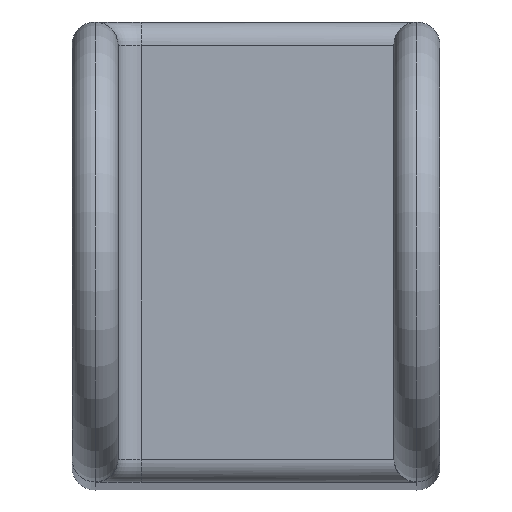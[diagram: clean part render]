
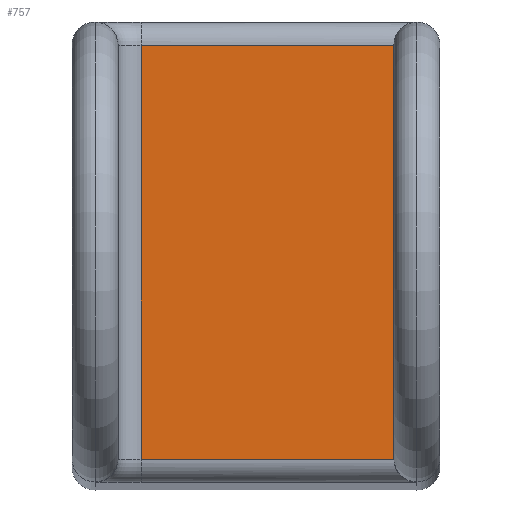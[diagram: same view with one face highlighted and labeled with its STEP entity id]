
A CAD part, top view. The second image highlights one B-rep face of the part: STEP entity #757.
In plain terms, the highlighted planar face has unit normal (0, 0, 1).
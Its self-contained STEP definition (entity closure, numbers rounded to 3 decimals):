
#6 = VECTOR ( 'NONE', #1118, 1000. ) ;
#66 = FACE_OUTER_BOUND ( 'NONE', #928, .T. ) ;
#181 = CARTESIAN_POINT ( 'NONE',  ( 0., 0., 0. ) ) ;
#183 = PLANE ( 'NONE',  #410 ) ;
#190 = DIRECTION ( 'NONE',  ( 1., 0., 0. ) ) ;
#217 = EDGE_CURVE ( 'NONE', #447, #1362, #1424, .T. ) ;
#303 = ORIENTED_EDGE ( 'NONE', *, *, #1262, .T. ) ;
#305 = DIRECTION ( 'NONE',  ( -1., 0., 0. ) ) ;
#311 = VERTEX_POINT ( 'NONE', #923 ) ;
#377 = DIRECTION ( 'NONE',  ( 1., 0., 0. ) ) ;
#410 = AXIS2_PLACEMENT_3D ( 'NONE', #181, #1110, #190 ) ;
#447 = VERTEX_POINT ( 'NONE', #897 ) ;
#471 = CARTESIAN_POINT ( 'NONE',  ( -25., 45., 0. ) ) ;
#540 = CARTESIAN_POINT ( 'NONE',  ( 30., -45., 0. ) ) ;
#643 = LINE ( 'NONE', #1580, #1187 ) ;
#648 = CARTESIAN_POINT ( 'NONE',  ( 0., -45., 0. ) ) ;
#735 = LINE ( 'NONE', #1267, #6 ) ;
#757 = ADVANCED_FACE ( 'NONE', ( #66 ), #183, .T. ) ;
#808 = ORIENTED_EDGE ( 'NONE', *, *, #1491, .T. ) ;
#897 = CARTESIAN_POINT ( 'NONE',  ( -25., -45., 0. ) ) ;
#906 = DIRECTION ( 'NONE',  ( 0., -1., 0. ) ) ;
#923 = CARTESIAN_POINT ( 'NONE',  ( 30., 45., 0. ) ) ;
#928 = EDGE_LOOP ( 'NONE', ( #303, #1093, #1626, #808 ) ) ;
#970 = EDGE_CURVE ( 'NONE', #1362, #311, #735, .T. ) ;
#1093 = ORIENTED_EDGE ( 'NONE', *, *, #217, .T. ) ;
#1107 = CARTESIAN_POINT ( 'NONE',  ( 0., 45., 0. ) ) ;
#1110 = DIRECTION ( 'NONE',  ( 0., 0., 1. ) ) ;
#1118 = DIRECTION ( 'NONE',  ( 0., 1., 0. ) ) ;
#1187 = VECTOR ( 'NONE', #906, 1000. ) ;
#1262 = EDGE_CURVE ( 'NONE', #1717, #447, #643, .T. ) ;
#1267 = CARTESIAN_POINT ( 'NONE',  ( 30., 50., 0. ) ) ;
#1362 = VERTEX_POINT ( 'NONE', #540 ) ;
#1364 = VECTOR ( 'NONE', #377, 1000. ) ;
#1402 = VECTOR ( 'NONE', #305, 1000. ) ;
#1424 = LINE ( 'NONE', #648, #1364 ) ;
#1491 = EDGE_CURVE ( 'NONE', #311, #1717, #1689, .T. ) ;
#1580 = CARTESIAN_POINT ( 'NONE',  ( -25., 0., 0. ) ) ;
#1626 = ORIENTED_EDGE ( 'NONE', *, *, #970, .T. ) ;
#1689 = LINE ( 'NONE', #1107, #1402 ) ;
#1717 = VERTEX_POINT ( 'NONE', #471 ) ;
